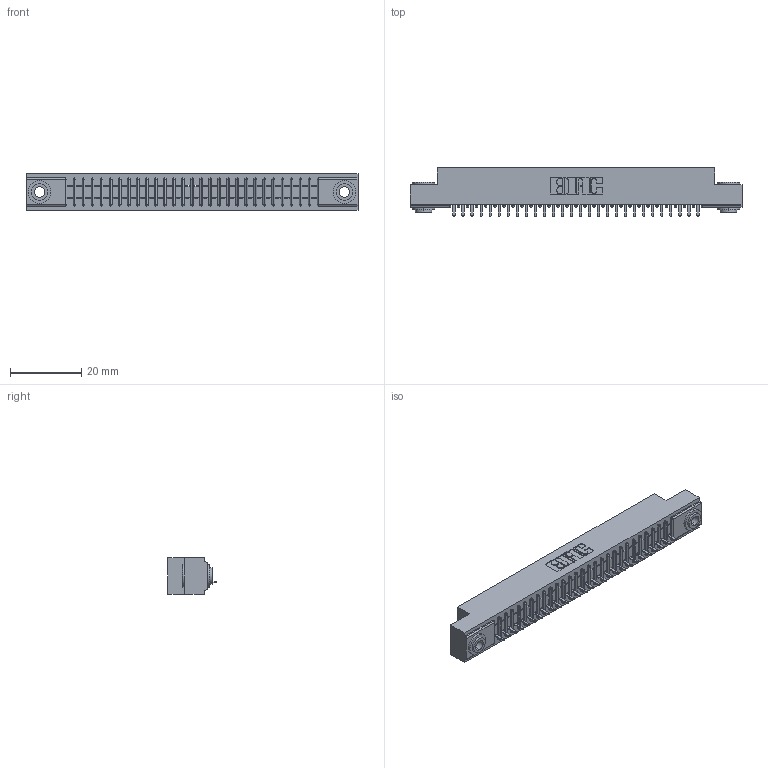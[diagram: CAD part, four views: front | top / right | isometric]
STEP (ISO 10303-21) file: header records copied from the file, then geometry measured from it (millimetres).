
FILE_DESCRIPTION (( 'STEP AP203' ), '1' );
FILE_NAME ('391-028-524-103.STEP', '2018-08-08T20:59:39', ( '' ), ( '' ), 'SwSTEP 2.0', 'SolidWorks 2016', '' );
FILE_SCHEMA (( 'CONFIG_CONTROL_DESIGN' ));
Length unit declared in the file: inch
Products named in the file (4): 345-250-002_345-250-002-102; 391-028-524-103; 341 Part_.156 (3.96) Dia Mounting Holes; 341-292-001_341-292-124
Assembly tree (31 placements, depth 2):
  391-028-524-103
    341 Part_.156 (3.96) Dia Mounting Holes
    341-292-001_341-292-124  x28
    345-250-002_345-250-002-102  x2
Bounding box: 93.34 x 13.64 x 10.16 mm (x, y, z)
Volume: 6679 mm3; surface area: 10210.1 mm2
Topology: 31 solids, 31 shells, 2464 faces, 7064 edges, 4534 vertices
Faces by surface type: plane 1520, cylinder 824, sphere 58, torus 54, cone 8
Entity records: 35920 total; most frequent: CARTESIAN_POINT 6073, ORIENTED_EDGE 6052, DIRECTION 5890, EDGE_CURVE 3026, LINE 2420, VECTOR 2420, VERTEX_POINT 1918, AXIS2_PLACEMENT_3D 1735
